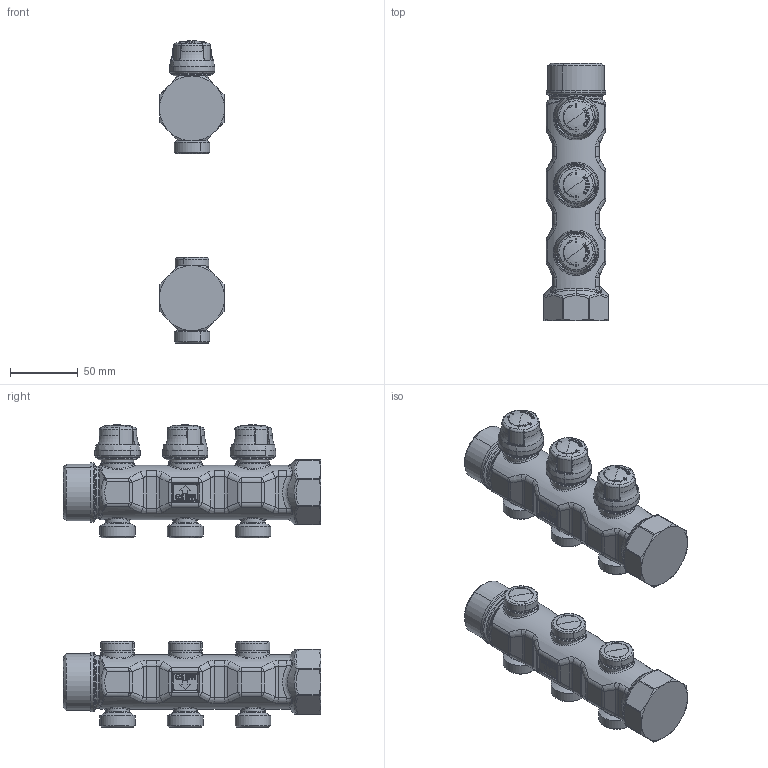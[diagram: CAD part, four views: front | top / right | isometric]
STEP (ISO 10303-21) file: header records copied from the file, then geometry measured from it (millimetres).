
FILE_DESCRIPTION(('CATIA V5 STEP Exchange','CAx-IF Rec.Pracs.--- Model Styling and Organization---1.5--- 2016-08-15','CAx-IF Rec.Pracs.---Supplemental Geometry---1.0---2011-11-01','CAx-IF Rec.Pracs.--- Composite Materials ---3.4---2017-06-13','CAx-IF Rec.Pracs.---Tessellated 3D Geometry---1.0---2015-12-17'),'2;1');
FILE_NAME('STEP_663735_-_TST.stp','2025-07-02T08:34:33+00:00',('none'),('none'),'CATIA Version 5-6 Release 2020 SP5','CATIA V5 STEP AP242 v2','none');
FILE_SCHEMA(('AP242_MANAGED_MODEL_BASED_3D_ENGINEERING_MIM_LF {1 0 10303 442 1 1 4}'));
Products named in the file (1): 663735 - TST
Bounding box: 48 x 190 x 223.6 mm (x, y, z)
Volume: 657476.1 mm3; surface area: 81034.7 mm2
Topology: 2 solids, 2 shells, 1745 faces, 4370 edges, 2567 vertices
Faces by surface type: plane 615, bspline 484, cylinder 319, sphere 128, cone 115, torus 84
Entity records: 69173 total; most frequent: CARTESIAN_POINT 35684, ORIENTED_EDGE 8428, EDGE_CURVE 4214, DIRECTION 4050, VERTEX_POINT 2567, B_SPLINE_CURVE_WITH_KNOTS 1946, EDGE_LOOP 1839, ADVANCED_FACE 1745
